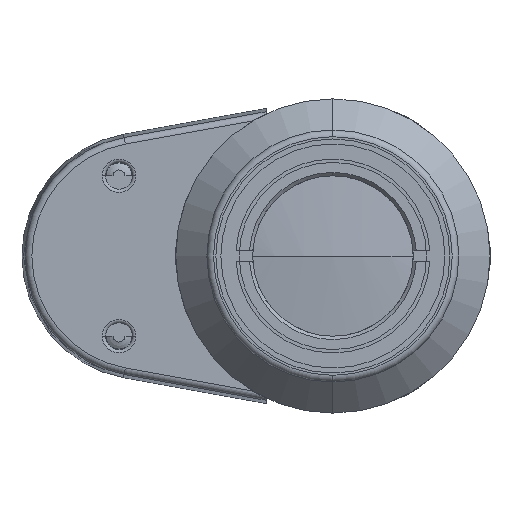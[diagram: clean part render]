
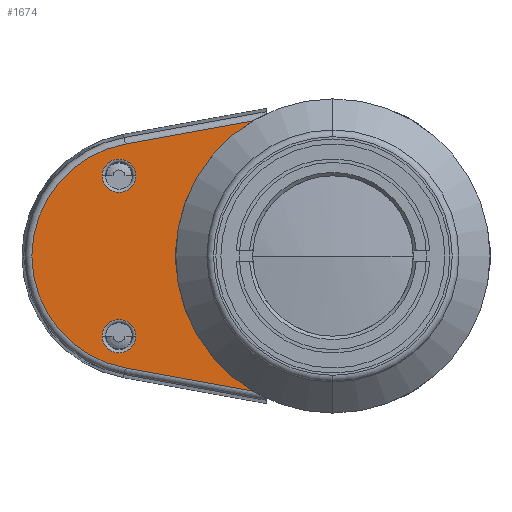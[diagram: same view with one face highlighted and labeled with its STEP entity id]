
A CAD part, left-side view. The second image highlights one B-rep face of the part: STEP entity #1674.
In plain terms, the highlighted planar face has unit normal (-1, 0, 0).
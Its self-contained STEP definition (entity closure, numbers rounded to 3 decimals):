
#232 = ORIENTED_EDGE ( 'NONE', *, *, #3801, .T. ) ;
#291 = DIRECTION ( 'NONE',  ( 0., 0.984, -0.179 ) ) ;
#366 = VERTEX_POINT ( 'NONE', #9071 ) ;
#508 = FACE_BOUND ( 'NONE', #7695, .T. ) ;
#511 = CIRCLE ( 'NONE', #6287, 2.5 ) ;
#519 = CARTESIAN_POINT ( 'NONE',  ( -16.852, 34.5, -12. ) ) ;
#704 = AXIS2_PLACEMENT_3D ( 'NONE', #3119, #3641, #6544 ) ;
#745 = CARTESIAN_POINT ( 'NONE',  ( -16.852, 32., 12. ) ) ;
#764 = EDGE_CURVE ( 'NONE', #366, #3192, #2250, .T. ) ;
#869 = EDGE_LOOP ( 'NONE', ( #2074, #232, #8446, #9145, #8154 ) ) ;
#1220 = CARTESIAN_POINT ( 'NONE',  ( -16.852, 32., -12. ) ) ;
#1261 = DIRECTION ( 'NONE',  ( 1., 0., 0. ) ) ;
#1416 = DIRECTION ( 'NONE',  ( -1., 0., 0. ) ) ;
#1539 = VERTEX_POINT ( 'NONE', #3136 ) ;
#1570 = LINE ( 'NONE', #6808, #7372 ) ;
#1674 = ADVANCED_FACE ( 'NONE', ( #2082, #508, #3455 ), #4988, .F. ) ;
#1788 = CARTESIAN_POINT ( 'NONE',  ( -16.852, 34.5, 12. ) ) ;
#2074 = ORIENTED_EDGE ( 'NONE', *, *, #2980, .T. ) ;
#2082 = FACE_OUTER_BOUND ( 'NONE', #869, .T. ) ;
#2138 = CARTESIAN_POINT ( 'NONE',  ( -16.852, 28., 0. ) ) ;
#2250 = CIRCLE ( 'NONE', #2559, 23.5 ) ;
#2259 = CARTESIAN_POINT ( 'NONE',  ( -16.852, 12.004, -20.203 ) ) ;
#2471 = EDGE_CURVE ( 'NONE', #1539, #7386, #3034, .T. ) ;
#2559 = AXIS2_PLACEMENT_3D ( 'NONE', #3973, #3881, #4606 ) ;
#2612 = VECTOR ( 'NONE', #8483, 1000. ) ;
#2980 = EDGE_CURVE ( 'NONE', #6362, #4702, #4740, .T. ) ;
#3034 = CIRCLE ( 'NONE', #4420, 2.5 ) ;
#3119 = CARTESIAN_POINT ( 'NONE',  ( -16.852, 32., 12. ) ) ;
#3136 = CARTESIAN_POINT ( 'NONE',  ( -16.852, 29.5, -12. ) ) ;
#3176 = CARTESIAN_POINT ( 'NONE',  ( -16.852, 29.5, 12. ) ) ;
#3192 = VERTEX_POINT ( 'NONE', #2259 ) ;
#3344 = DIRECTION ( 'NONE',  ( 0., -1., 0. ) ) ;
#3455 = FACE_BOUND ( 'NONE', #9412, .T. ) ;
#3572 = CIRCLE ( 'NONE', #8889, 2.5 ) ;
#3593 = AXIS2_PLACEMENT_3D ( 'NONE', #8444, #4164, #9156 ) ;
#3614 = VERTEX_POINT ( 'NONE', #1788 ) ;
#3641 = DIRECTION ( 'NONE',  ( 1., 0., 0. ) ) ;
#3649 = DIRECTION ( 'NONE',  ( 1., 0., 0. ) ) ;
#3801 = EDGE_CURVE ( 'NONE', #4702, #3192, #9334, .T. ) ;
#3881 = DIRECTION ( 'NONE',  ( -1., 0., 0. ) ) ;
#3973 = CARTESIAN_POINT ( 'NONE',  ( -16.852, 0., 0. ) ) ;
#4133 = DIRECTION ( 'NONE',  ( 0., -1., 0. ) ) ;
#4164 = DIRECTION ( 'NONE',  ( -1., 0., 0. ) ) ;
#4420 = AXIS2_PLACEMENT_3D ( 'NONE', #6290, #9186, #3344 ) ;
#4606 = DIRECTION ( 'NONE',  ( 0., -1., 0. ) ) ;
#4702 = VERTEX_POINT ( 'NONE', #8069 ) ;
#4740 = CIRCLE ( 'NONE', #8068, 17.022 ) ;
#4988 = PLANE ( 'NONE',  #5013 ) ;
#5013 = AXIS2_PLACEMENT_3D ( 'NONE', #7209, #1261, #7882 ) ;
#5047 = DIRECTION ( 'NONE',  ( 0., -1., 0. ) ) ;
#5113 = CIRCLE ( 'NONE', #704, 2.5 ) ;
#5131 = ORIENTED_EDGE ( 'NONE', *, *, #5606, .T. ) ;
#5606 = EDGE_CURVE ( 'NONE', #7386, #1539, #3572, .T. ) ;
#5840 = DIRECTION ( 'NONE',  ( 0., -1., 0. ) ) ;
#5866 = CARTESIAN_POINT ( 'NONE',  ( -16.852, 12.004, 20.203 ) ) ;
#6192 = CARTESIAN_POINT ( 'NONE',  ( -16.852, 31.04, 16.748 ) ) ;
#6287 = AXIS2_PLACEMENT_3D ( 'NONE', #745, #3649, #5840 ) ;
#6290 = CARTESIAN_POINT ( 'NONE',  ( -16.852, 32., -12. ) ) ;
#6362 = VERTEX_POINT ( 'NONE', #6192 ) ;
#6388 = ORIENTED_EDGE ( 'NONE', *, *, #8926, .T. ) ;
#6544 = DIRECTION ( 'NONE',  ( 0., -1., 0. ) ) ;
#6808 = CARTESIAN_POINT ( 'NONE',  ( -16.852, 31.04, 16.748 ) ) ;
#7079 = DIRECTION ( 'NONE',  ( 1., 0., 0. ) ) ;
#7209 = CARTESIAN_POINT ( 'NONE',  ( -16.852, 28., 0. ) ) ;
#7372 = VECTOR ( 'NONE', #291, 1000. ) ;
#7386 = VERTEX_POINT ( 'NONE', #519 ) ;
#7521 = EDGE_CURVE ( 'NONE', #8671, #3614, #511, .T. ) ;
#7695 = EDGE_LOOP ( 'NONE', ( #8472, #6388 ) ) ;
#7882 = DIRECTION ( 'NONE',  ( 0., 0., -1. ) ) ;
#8068 = AXIS2_PLACEMENT_3D ( 'NONE', #2138, #1416, #5047 ) ;
#8069 = CARTESIAN_POINT ( 'NONE',  ( -16.852, 31.04, -16.748 ) ) ;
#8088 = EDGE_CURVE ( 'NONE', #9267, #6362, #1570, .T. ) ;
#8154 = ORIENTED_EDGE ( 'NONE', *, *, #8088, .T. ) ;
#8444 = CARTESIAN_POINT ( 'NONE',  ( -16.852, 0., 0. ) ) ;
#8446 = ORIENTED_EDGE ( 'NONE', *, *, #764, .F. ) ;
#8472 = ORIENTED_EDGE ( 'NONE', *, *, #7521, .T. ) ;
#8483 = DIRECTION ( 'NONE',  ( 0., -0.984, -0.179 ) ) ;
#8671 = VERTEX_POINT ( 'NONE', #3176 ) ;
#8889 = AXIS2_PLACEMENT_3D ( 'NONE', #1220, #7079, #4133 ) ;
#8926 = EDGE_CURVE ( 'NONE', #3614, #8671, #5113, .T. ) ;
#9071 = CARTESIAN_POINT ( 'NONE',  ( -16.852, 23.5, 0. ) ) ;
#9145 = ORIENTED_EDGE ( 'NONE', *, *, #9194, .F. ) ;
#9156 = DIRECTION ( 'NONE',  ( 0., -1., 0. ) ) ;
#9186 = DIRECTION ( 'NONE',  ( 1., 0., 0. ) ) ;
#9190 = CARTESIAN_POINT ( 'NONE',  ( -16.852, 31.04, -16.748 ) ) ;
#9194 = EDGE_CURVE ( 'NONE', #9267, #366, #9363, .T. ) ;
#9223 = ORIENTED_EDGE ( 'NONE', *, *, #2471, .T. ) ;
#9267 = VERTEX_POINT ( 'NONE', #5866 ) ;
#9334 = LINE ( 'NONE', #9190, #2612 ) ;
#9363 = CIRCLE ( 'NONE', #3593, 23.5 ) ;
#9412 = EDGE_LOOP ( 'NONE', ( #9223, #5131 ) ) ;
